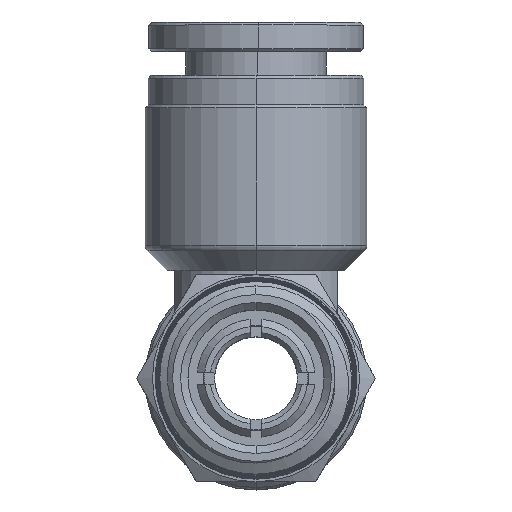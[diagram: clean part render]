
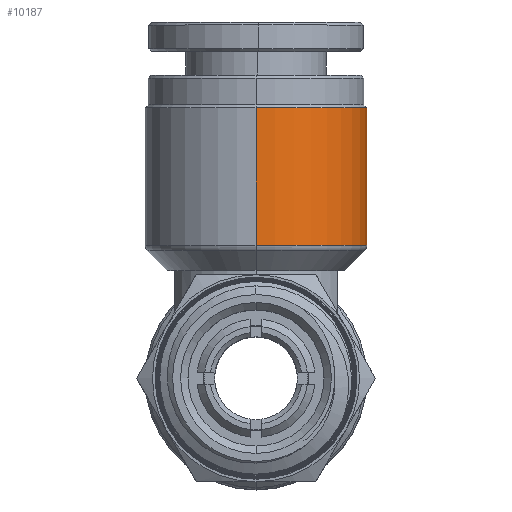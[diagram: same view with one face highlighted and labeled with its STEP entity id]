
A CAD part, top view. The second image highlights one B-rep face of the part: STEP entity #10187.
In plain terms, the highlighted cylindrical face has radius 7.5 mm (diameter 15 mm), a partial arc.
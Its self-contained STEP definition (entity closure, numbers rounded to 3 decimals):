
#2482 = CYLINDRICAL_SURFACE ( 'NONE', #14291, 7.5 ) ;
#3255 = EDGE_CURVE ( 'NONE', #5990, #7309, #11283, .T. ) ;
#3614 = AXIS2_PLACEMENT_3D ( 'NONE', #37097, #14778, #40854 ) ;
#5990 = VERTEX_POINT ( 'NONE', #16713 ) ;
#7309 = VERTEX_POINT ( 'NONE', #39434 ) ;
#7802 = ORIENTED_EDGE ( 'NONE', *, *, #39928, .T. ) ;
#8141 = EDGE_CURVE ( 'NONE', #7309, #24549, #33193, .T. ) ;
#8251 = CARTESIAN_POINT ( 'NONE',  ( 0., 9.007, -7.3 ) ) ;
#8634 = AXIS2_PLACEMENT_3D ( 'NONE', #8251, #34334, #12003 ) ;
#8762 = CARTESIAN_POINT ( 'NONE',  ( 0., 9.007, -14.8 ) ) ;
#10187 = ADVANCED_FACE ( 'NONE', ( #45640 ), #2482, .T. ) ;
#10519 = ORIENTED_EDGE ( 'NONE', *, *, #35048, .F. ) ;
#11283 = CIRCLE ( 'NONE', #3614, 7.5 ) ;
#12003 = DIRECTION ( 'NONE',  ( 0., 0., -1. ) ) ;
#14291 = AXIS2_PLACEMENT_3D ( 'NONE', #23561, #38388, #16227 ) ;
#14778 = DIRECTION ( 'NONE',  ( 0., -1., 0. ) ) ;
#16227 = DIRECTION ( 'NONE',  ( 0., 0., -1. ) ) ;
#16713 = CARTESIAN_POINT ( 'NONE',  ( 0., 18.3, -14.8 ) ) ;
#23561 = CARTESIAN_POINT ( 'NONE',  ( 0., 20.5, -7.3 ) ) ;
#24304 = VERTEX_POINT ( 'NONE', #8762 ) ;
#24549 = VERTEX_POINT ( 'NONE', #47841 ) ;
#24802 = CARTESIAN_POINT ( 'NONE',  ( 0., 20.5, -14.8 ) ) ;
#24983 = ORIENTED_EDGE ( 'NONE', *, *, #8141, .T. ) ;
#25731 = LINE ( 'NONE', #24802, #32160 ) ;
#32160 = VECTOR ( 'NONE', #47145, 1000. ) ;
#33193 = LINE ( 'NONE', #48033, #43049 ) ;
#34327 = CIRCLE ( 'NONE', #8634, 7.5 ) ;
#34334 = DIRECTION ( 'NONE',  ( 0., 1., 0. ) ) ;
#35048 = EDGE_CURVE ( 'NONE', #5990, #24304, #25731, .T. ) ;
#37097 = CARTESIAN_POINT ( 'NONE',  ( 0., 18.3, -7.3 ) ) ;
#38388 = DIRECTION ( 'NONE',  ( 0., -1., 0. ) ) ;
#39434 = CARTESIAN_POINT ( 'NONE',  ( 0., 18.3, 0.2 ) ) ;
#39928 = EDGE_CURVE ( 'NONE', #24549, #24304, #34327, .T. ) ;
#40688 = DIRECTION ( 'NONE',  ( 0., -1., 0. ) ) ;
#40854 = DIRECTION ( 'NONE',  ( 0., 0., 1. ) ) ;
#43049 = VECTOR ( 'NONE', #40688, 1000. ) ;
#44473 = EDGE_LOOP ( 'NONE', ( #45522, #24983, #7802, #10519 ) ) ;
#45522 = ORIENTED_EDGE ( 'NONE', *, *, #3255, .T. ) ;
#45640 = FACE_OUTER_BOUND ( 'NONE', #44473, .T. ) ;
#47145 = DIRECTION ( 'NONE',  ( 0., -1., 0. ) ) ;
#47841 = CARTESIAN_POINT ( 'NONE',  ( 0., 9.007, 0.2 ) ) ;
#48033 = CARTESIAN_POINT ( 'NONE',  ( 0., 20.5, 0.2 ) ) ;
